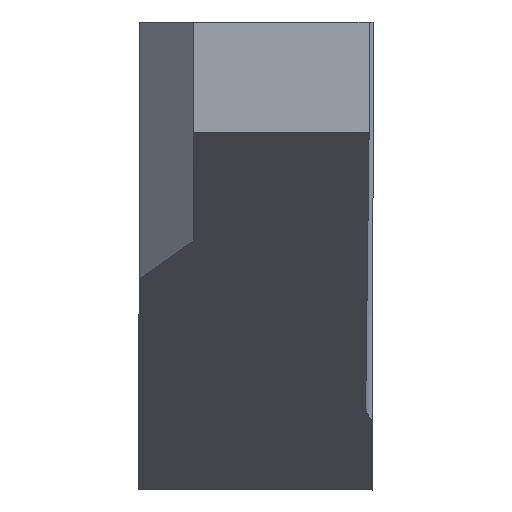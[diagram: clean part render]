
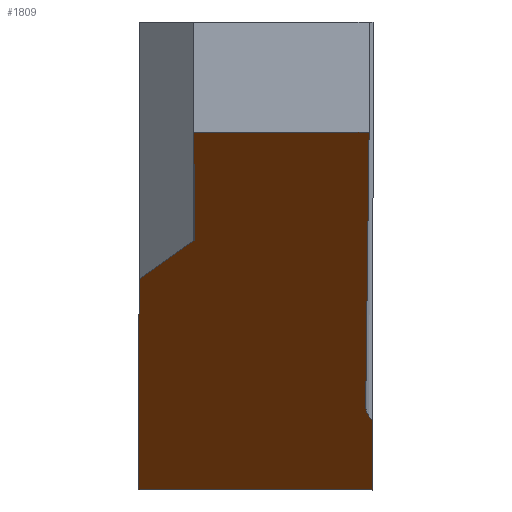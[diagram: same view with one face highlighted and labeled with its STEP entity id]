
A CAD part, front view. The second image highlights one B-rep face of the part: STEP entity #1809.
In plain terms, the highlighted planar face has unit normal (0, -0.574, -0.819).
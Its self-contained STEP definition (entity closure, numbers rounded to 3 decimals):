
#94=CARTESIAN_POINT('',(3.,5.3,-5.122));
#95=VERTEX_POINT('',#94);
#108=CARTESIAN_POINT('',(3.,5.3,-5.122));
#109=DIRECTION('',(0.,0.819,-0.574));
#110=VECTOR('',#109,1.531);
#111=LINE('',#108,#110);
#112=CARTESIAN_POINT('',(3.,6.554,-6.));
#113=VERTEX_POINT('',#112);
#114=EDGE_CURVE('',#95,#113,#111,.T.);
#420=CARTESIAN_POINT('',(2.906,5.004,-4.915));
#421=VERTEX_POINT('',#420);
#432=CARTESIAN_POINT('',(2.906,5.004,-4.915));
#433=DIRECTION('',(0.007,-0.819,0.574));
#434=VECTOR('',#433,6.108);
#435=LINE('',#432,#434);
#436=CARTESIAN_POINT('',(2.95,0.001,-1.411));
#437=VERTEX_POINT('',#436);
#438=EDGE_CURVE('',#421,#437,#435,.T.);
#491=CARTESIAN_POINT('',(0.,2.69,-3.294));
#492=VERTEX_POINT('',#491);
#516=CARTESIAN_POINT('',(0.702,1.988,-2.803));
#517=VERTEX_POINT('',#516);
#528=CARTESIAN_POINT('',(0.702,1.988,-2.803));
#529=DIRECTION('',(-0.634,0.634,-0.444));
#530=VECTOR('',#529,1.108);
#531=LINE('',#528,#530);
#532=EDGE_CURVE('',#517,#492,#531,.T.);
#580=CARTESIAN_POINT('',(0.717,1.952,-2.777));
#581=VERTEX_POINT('',#580);
#592=CARTESIAN_POINT('',(0.717,1.952,-2.777));
#593=CARTESIAN_POINT('',(0.717,1.965,-2.787));
#594=CARTESIAN_POINT('',(0.712,1.978,-2.796));
#595=CARTESIAN_POINT('',(0.702,1.988,-2.803));
#596=(BOUNDED_CURVE()B_SPLINE_CURVE(3,(#592,#593,#594,#595),.UNSPECIFIED.,.F.,.F.)B_SPLINE_CURVE_WITH_KNOTS((4,4),(0.,1.),.UNSPECIFIED.)CURVE()GEOMETRIC_REPRESENTATION_ITEM()RATIONAL_B_SPLINE_CURVE((1.,0.948,0.948,1.))REPRESENTATION_ITEM(''));
#597=EDGE_CURVE('',#581,#517,#596,.T.);
#627=CARTESIAN_POINT('',(0.7,0.001,-1.411));
#628=VERTEX_POINT('',#627);
#639=CARTESIAN_POINT('',(0.7,0.001,-1.411));
#640=DIRECTION('',(0.007,0.819,-0.574));
#641=VECTOR('',#640,2.382);
#642=LINE('',#639,#641);
#643=EDGE_CURVE('',#628,#581,#642,.T.);
#705=CARTESIAN_POINT('',(0.701,0.,-1.411));
#706=CARTESIAN_POINT('',(0.7,0.,-1.411));
#707=CARTESIAN_POINT('',(0.7,0.,-1.411));
#708=CARTESIAN_POINT('',(0.7,0.001,-1.411));
#709=(BOUNDED_CURVE()B_SPLINE_CURVE(3,(#705,#706,#707,#708),.UNSPECIFIED.,.F.,.F.)B_SPLINE_CURVE_WITH_KNOTS((4,4),(0.,1.),.UNSPECIFIED.)CURVE()GEOMETRIC_REPRESENTATION_ITEM()RATIONAL_B_SPLINE_CURVE((1.,0.803,0.803,1.))REPRESENTATION_ITEM(''));
#710=CARTESIAN_POINT('',(0.701,0.,-1.411));
#711=VERTEX_POINT('',#710);
#712=EDGE_CURVE('',#711,#628,#709,.T.);
#770=CARTESIAN_POINT('',(0.701,0.,-1.411));
#771=DIRECTION('',(1.,0.,0.));
#772=VECTOR('',#771,2.248);
#773=LINE('',#770,#772);
#774=CARTESIAN_POINT('',(2.949,0.,-1.411));
#775=VERTEX_POINT('',#774);
#776=EDGE_CURVE('',#711,#775,#773,.T.);
#816=CARTESIAN_POINT('',(2.95,0.001,-1.411));
#817=CARTESIAN_POINT('',(2.95,0.,-1.411));
#818=CARTESIAN_POINT('',(2.95,0.,-1.411));
#819=CARTESIAN_POINT('',(2.949,0.,-1.411));
#820=(BOUNDED_CURVE()B_SPLINE_CURVE(3,(#816,#817,#818,#819),.UNSPECIFIED.,.F.,.F.)B_SPLINE_CURVE_WITH_KNOTS((4,4),(0.,1.),.UNSPECIFIED.)CURVE()GEOMETRIC_REPRESENTATION_ITEM()RATIONAL_B_SPLINE_CURVE((1.,0.803,0.803,1.))REPRESENTATION_ITEM(''));
#821=EDGE_CURVE('',#437,#775,#820,.T.);
#1574=CARTESIAN_POINT('',(0.,6.554,-6.));
#1575=VERTEX_POINT('',#1574);
#1586=CARTESIAN_POINT('',(3.,6.554,-6.));
#1587=DIRECTION('',(-1.,0.,0.));
#1588=VECTOR('',#1587,3.);
#1589=LINE('',#1586,#1588);
#1590=EDGE_CURVE('',#113,#1575,#1589,.T.);
#1692=CARTESIAN_POINT('',(1.9,2.782,-3.359));
#1693=DIRECTION('',(0.,0.574,0.819));
#1694=DIRECTION('',(0.,-0.47,0.329));
#1695=AXIS2_PLACEMENT_3D('',#1692,#1693,#1694);
#1696=PLANE('',#1695);
#1697=ORIENTED_EDGE('Edge 365',*,*,#1590,.F.);
#1706=CARTESIAN_POINT('',(0.,2.69,-3.294));
#1707=DIRECTION('',(0.,0.819,-0.574));
#1708=VECTOR('',#1707,4.717);
#1709=LINE('',#1706,#1708);
#1710=EDGE_CURVE('',#492,#1575,#1709,.T.);
#1711=ORIENTED_EDGE('Edge 261',*,*,#1710,.T.);
#1720=ORIENTED_EDGE('Edge 128',*,*,#532,.T.);
#1729=ORIENTED_EDGE('Edge 133',*,*,#597,.T.);
#1738=ORIENTED_EDGE('Edge 138',*,*,#643,.T.);
#1747=ORIENTED_EDGE('Edge 143',*,*,#712,.T.);
#1756=ORIENTED_EDGE('Edge 148',*,*,#776,.F.);
#1765=ORIENTED_EDGE('Edge 153',*,*,#821,.T.);
#1774=ORIENTED_EDGE('Edge 751',*,*,#438,.T.);
#1783=CARTESIAN_POINT('',(3.,5.3,-5.122));
#1784=CARTESIAN_POINT('',(2.938,5.213,-5.061));
#1785=CARTESIAN_POINT('',(2.905,5.111,-4.989));
#1786=CARTESIAN_POINT('',(2.906,5.004,-4.915));
#1787=(BOUNDED_CURVE()B_SPLINE_CURVE(3,(#1783,#1784,#1785,#1786),.UNSPECIFIED.,.F.,.F.)B_SPLINE_CURVE_WITH_KNOTS((4,4),(0.,1.),.UNSPECIFIED.)CURVE()GEOMETRIC_REPRESENTATION_ITEM()RATIONAL_B_SPLINE_CURVE((1.,0.967,0.967,1.))REPRESENTATION_ITEM('')
);
#1788=EDGE_CURVE('',#95,#421,#1787,.T.);
#1789=ORIENTED_EDGE('Edge 163',*,*,#1788,.T.);
#1798=ORIENTED_EDGE('Edge 168',*,*,#114,.F.);
#1807=EDGE_LOOP('',(#1798,#1789,#1774,#1765,#1756,#1747,#1738,#1729,#1720,#1711,#1697));
#1808=FACE_OUTER_BOUND('Loop 169',#1807,.T.);
#1809=ADVANCED_FACE('Face 170',(#1808),#1696,.F.);
